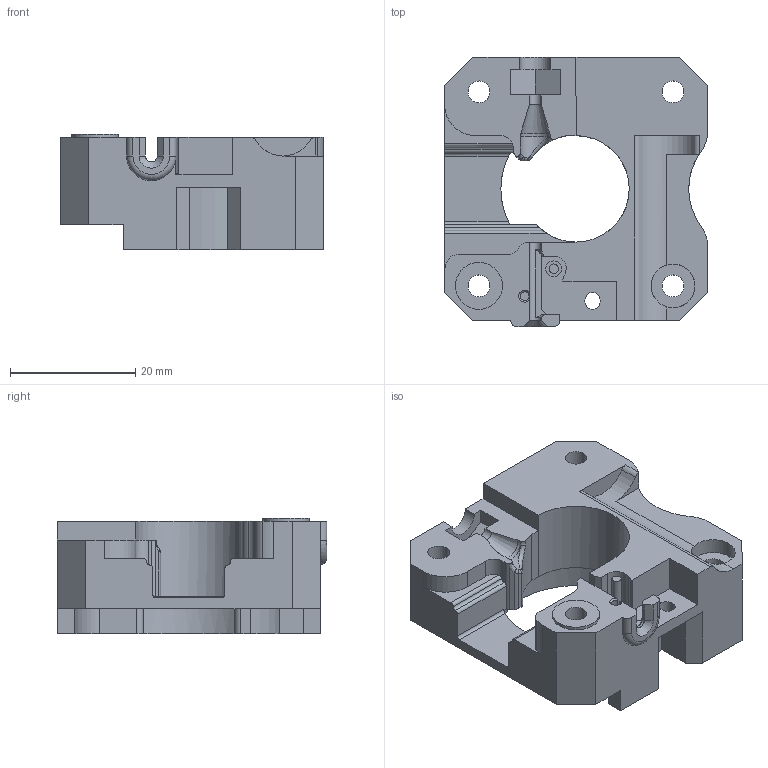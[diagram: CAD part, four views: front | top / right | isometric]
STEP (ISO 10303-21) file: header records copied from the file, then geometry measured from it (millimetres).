
FILE_DESCRIPTION(/* description */ (''),/* implementation_level */ '2;1');
FILE_NAME(/* name */ 'K8800-EXA.stp',/* time_stamp */ '2017-11-30T10:21:43+01:00',/* author */ ('jange'),/* organization */ (''),/* preprocessor_version */ 'ST-DEVELOPER v17',/* originating_system */ 'Autodesk Inventor 2018',/* authorisation */ '');
FILE_SCHEMA (('AUTOMOTIVE_DESIGN { 1 0 10303 214 3 1 1 }'));
Length unit declared in the file: millimetre
Products named in the file (1): MOLDED PART 01
Bounding box: 42 x 43 x 18.5 mm (x, y, z)
Volume: 15054.7 mm3; surface area: 9403.8 mm2
Topology: 1 solids, 1 shells, 187 faces, 534 edges, 353 vertices
Faces by surface type: plane 104, cylinder 69, bspline 7, cone 5, torus 2
Full cylindrical faces by diameter (mm): 1.4 x1, 1.5 x1, 2.5 x1, 3.5 x4, 7 x1, 7.5 x1, 24 x1
Entity records: 6565 total; most frequent: CARTESIAN_POINT 1580, ORIENTED_EDGE 1068, DIRECTION 1007, EDGE_CURVE 534, VERTEX_POINT 353, LINE 337, VECTOR 337, AXIS2_PLACEMENT_3D 335
